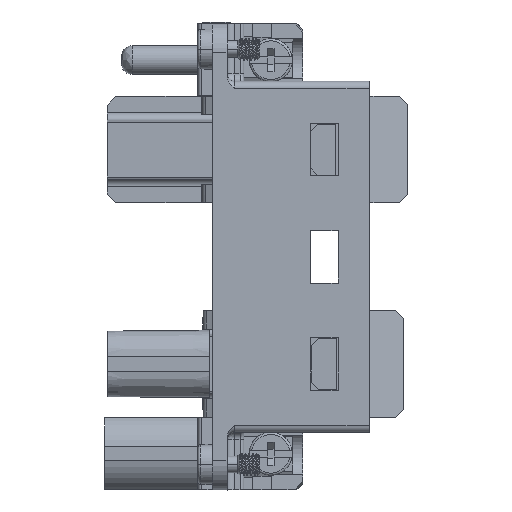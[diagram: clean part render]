
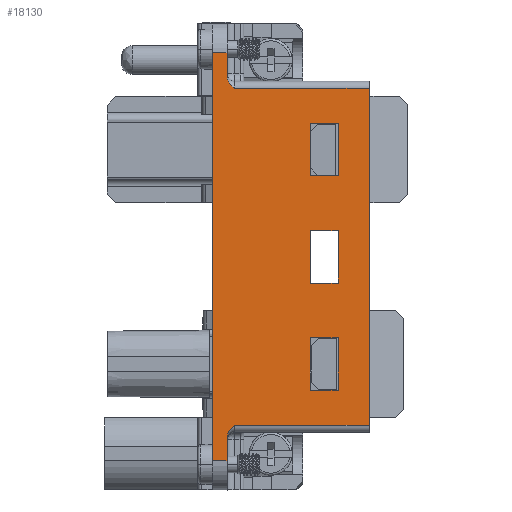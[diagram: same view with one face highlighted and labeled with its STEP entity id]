
A CAD part, left-side view. The second image highlights one B-rep face of the part: STEP entity #18130.
In plain terms, the highlighted face is planar.
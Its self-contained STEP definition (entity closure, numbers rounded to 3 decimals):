
#11321=DIRECTION('',(0.,0.,-1.));
#11322=VECTOR('',#11321,46.2);
#11323=CARTESIAN_POINT('',(14.9,0.,23.1));
#11324=LINE('',#11323,#11322);
#13384=DIRECTION('',(0.,1.,0.));
#13385=VECTOR('',#13384,3.8);
#13386=CARTESIAN_POINT('',(14.9,4.25,-18.3));
#13387=LINE('',#13386,#13385);
#13388=DIRECTION('',(0.,0.,1.));
#13389=VECTOR('',#13388,7.2);
#13390=CARTESIAN_POINT('',(14.9,8.05,-18.3));
#13391=LINE('',#13390,#13389);
#13392=DIRECTION('',(0.,-1.,0.));
#13393=VECTOR('',#13392,3.8);
#13394=CARTESIAN_POINT('',(14.9,8.05,-11.1));
#13395=LINE('',#13394,#13393);
#13396=DIRECTION('',(0.,0.,-1.));
#13397=VECTOR('',#13396,7.2);
#13398=CARTESIAN_POINT('',(14.9,4.25,-11.1));
#13399=LINE('',#13398,#13397);
#13400=DIRECTION('',(0.,0.,-1.));
#13401=VECTOR('',#13400,7.2);
#13402=CARTESIAN_POINT('',(14.9,4.25,18.3));
#13403=LINE('',#13402,#13401);
#13404=DIRECTION('',(0.,1.,0.));
#13405=VECTOR('',#13404,3.8);
#13406=CARTESIAN_POINT('',(14.9,4.25,11.1));
#13407=LINE('',#13406,#13405);
#13408=DIRECTION('',(0.,0.,1.));
#13409=VECTOR('',#13408,7.2);
#13410=CARTESIAN_POINT('',(14.9,8.05,11.1));
#13411=LINE('',#13410,#13409);
#13412=DIRECTION('',(0.,-1.,0.));
#13413=VECTOR('',#13412,3.8);
#13414=CARTESIAN_POINT('',(14.9,8.05,18.3));
#13415=LINE('',#13414,#13413);
#13416=DIRECTION('',(0.,1.,0.));
#13417=VECTOR('',#13416,3.8);
#13418=CARTESIAN_POINT('',(14.9,4.25,-3.6));
#13419=LINE('',#13418,#13417);
#13420=DIRECTION('',(0.,0.,1.));
#13421=VECTOR('',#13420,7.2);
#13422=CARTESIAN_POINT('',(14.9,8.05,-3.6));
#13423=LINE('',#13422,#13421);
#13424=DIRECTION('',(0.,-1.,0.));
#13425=VECTOR('',#13424,3.8);
#13426=CARTESIAN_POINT('',(14.9,8.05,3.6));
#13427=LINE('',#13426,#13425);
#13428=DIRECTION('',(0.,0.,-1.));
#13429=VECTOR('',#13428,7.2);
#13430=CARTESIAN_POINT('',(14.9,4.25,3.6));
#13431=LINE('',#13430,#13429);
#13432=DIRECTION('',(0.,0.,-1.));
#13433=VECTOR('',#13432,56.);
#13434=CARTESIAN_POINT('',(14.9,21.5,28.));
#13435=LINE('',#13434,#13433);
#13436=DIRECTION('',(0.,-1.,0.));
#13437=VECTOR('',#13436,2.);
#13438=CARTESIAN_POINT('',(14.9,21.5,-28.));
#13439=LINE('',#13438,#13437);
#13440=DIRECTION('',(0.,0.,-1.));
#13441=VECTOR('',#13440,3.168);
#13442=CARTESIAN_POINT('',(14.9,19.5,-24.832));
#13443=LINE('',#13442,#13441);
#13444=CARTESIAN_POINT('',(14.9,19.5,-24.832));
#13445=CARTESIAN_POINT('',(14.9,19.5,
-24.727));
#13446=CARTESIAN_POINT('',(14.9,19.476,-24.512));
#13447=CARTESIAN_POINT('',(14.9,19.355,-24.162));
#13448=CARTESIAN_POINT('',(14.9,19.146,-23.808));
#13449=CARTESIAN_POINT('',(14.9,18.854,-23.455));
#13450=CARTESIAN_POINT('',(14.9,18.622,-23.222));
#13451=CARTESIAN_POINT('',(14.9,18.5,-23.1));
#13453=DIRECTION('',(0.,1.,0.));
#13454=VECTOR('',#13453,18.5);
#13455=CARTESIAN_POINT('',(14.9,0.,-23.1));
#13456=LINE('',#13455,#13454);
#13457=DIRECTION('',(0.,-1.,0.));
#13458=VECTOR('',#13457,18.5);
#13459=CARTESIAN_POINT('',(14.9,18.5,23.1));
#13460=LINE('',#13459,#13458);
#13461=CARTESIAN_POINT('',(14.9,18.5,23.1));
#13462=CARTESIAN_POINT('',(14.9,18.622,23.222));
#13463=CARTESIAN_POINT('',(14.9,18.854,23.455));
#13464=CARTESIAN_POINT('',(14.9,19.146,23.808));
#13465=CARTESIAN_POINT('',(14.9,19.355,24.162));
#13466=CARTESIAN_POINT('',(14.9,19.476,24.512));
#13467=CARTESIAN_POINT('',(14.9,19.5,24.727));
#13468=CARTESIAN_POINT('',(14.9,19.5,24.832));
#13470=DIRECTION('',(0.,0.,-1.));
#13471=VECTOR('',#13470,3.168);
#13472=CARTESIAN_POINT('',(14.9,19.5,28.));
#13473=LINE('',#13472,#13471);
#13474=DIRECTION('',(0.,-1.,0.));
#13475=VECTOR('',#13474,2.);
#13476=CARTESIAN_POINT('',(14.9,21.5,28.));
#13477=LINE('',#13476,#13475);
#14405=CARTESIAN_POINT('',(14.9,4.25,-18.3));
#14406=CARTESIAN_POINT('',(14.9,8.05,-18.3));
#14407=VERTEX_POINT('',#14405);
#14408=VERTEX_POINT('',#14406);
#14409=CARTESIAN_POINT('',(14.9,8.05,-11.1));
#14410=VERTEX_POINT('',#14409);
#14411=CARTESIAN_POINT('',(14.9,4.25,-11.1));
#14412=VERTEX_POINT('',#14411);
#14413=CARTESIAN_POINT('',(14.9,4.25,18.3));
#14414=CARTESIAN_POINT('',(14.9,4.25,11.1));
#14415=VERTEX_POINT('',#14413);
#14416=VERTEX_POINT('',#14414);
#14417=CARTESIAN_POINT('',(14.9,8.05,11.1));
#14418=VERTEX_POINT('',#14417);
#14419=CARTESIAN_POINT('',(14.9,8.05,18.3));
#14420=VERTEX_POINT('',#14419);
#14486=CARTESIAN_POINT('',(14.9,19.5,-28.));
#14488=VERTEX_POINT('',#14486);
#14489=CARTESIAN_POINT('',(14.9,21.5,-28.));
#14490=VERTEX_POINT('',#14489);
#14493=CARTESIAN_POINT('',(14.9,19.5,28.));
#14495=VERTEX_POINT('',#14493);
#14499=CARTESIAN_POINT('',(14.9,21.5,28.));
#14500=VERTEX_POINT('',#14499);
#14569=CARTESIAN_POINT('',(14.9,4.25,-3.6));
#14570=CARTESIAN_POINT('',(14.9,8.05,-3.6));
#14571=VERTEX_POINT('',#14569);
#14572=VERTEX_POINT('',#14570);
#14573=CARTESIAN_POINT('',(14.9,8.05,3.6));
#14574=VERTEX_POINT('',#14573);
#14575=CARTESIAN_POINT('',(14.9,4.25,3.6));
#14576=VERTEX_POINT('',#14575);
#14613=CARTESIAN_POINT('',(14.9,19.5,24.832));
#14614=VERTEX_POINT('',#14613);
#14615=CARTESIAN_POINT('',(14.9,19.5,-24.832));
#14616=VERTEX_POINT('',#14615);
#14617=CARTESIAN_POINT('',(14.9,18.5,23.1));
#14618=VERTEX_POINT('',#14617);
#14619=CARTESIAN_POINT('',(14.9,18.5,-23.1));
#14620=VERTEX_POINT('',#14619);
#14703=CARTESIAN_POINT('',(14.9,0.,-23.1));
#14704=VERTEX_POINT('',#14703);
#14705=CARTESIAN_POINT('',(14.9,0.,23.1));
#14707=VERTEX_POINT('',#14705);
#18081=CARTESIAN_POINT('',(14.9,0.,32.));
#18082=DIRECTION('',(1.,0.,0.));
#18083=DIRECTION('',(0.,0.,-1.));
#18084=AXIS2_PLACEMENT_3D('',#18081,#18082,#18083);
#18085=PLANE('',#18084);
#18086=ORIENTED_EDGE('',*,*,#16536,.T.);
#18088=ORIENTED_EDGE('',*,*,#18087,.T.);
#18089=ORIENTED_EDGE('',*,*,#16700,.F.);
#18090=ORIENTED_EDGE('',*,*,#18061,.T.);
#18091=ORIENTED_EDGE('',*,*,#18076,.F.);
#18092=ORIENTED_EDGE('',*,*,#15325,.F.);
#18094=ORIENTED_EDGE('',*,*,#18093,.F.);
#18096=ORIENTED_EDGE('',*,*,#18095,.T.);
#18097=ORIENTED_EDGE('',*,*,#16676,.F.);
#18099=ORIENTED_EDGE('',*,*,#18098,.F.);
#18100=EDGE_LOOP('',(#18086,#18088,#18089,#18090,#18091,#18092,#18094,#18096,
#18097,#18099));
#18101=FACE_OUTER_BOUND('',#18100,.F.);
#18103=ORIENTED_EDGE('',*,*,#18102,.T.);
#18104=ORIENTED_EDGE('',*,*,#15655,.T.);
#18106=ORIENTED_EDGE('',*,*,#18105,.T.);
#18107=ORIENTED_EDGE('',*,*,#15689,.T.);
#18108=EDGE_LOOP('',(#18103,#18104,#18106,#18107));
#18109=FACE_BOUND('',#18108,.F.);
#18111=ORIENTED_EDGE('',*,*,#18110,.T.);
#18113=ORIENTED_EDGE('',*,*,#18112,.T.);
#18115=ORIENTED_EDGE('',*,*,#18114,.T.);
#18117=ORIENTED_EDGE('',*,*,#18116,.T.);
#18118=EDGE_LOOP('',(#18111,#18113,#18115,#18117));
#18119=FACE_BOUND('',#18118,.F.);
#18121=ORIENTED_EDGE('',*,*,#18120,.T.);
#18123=ORIENTED_EDGE('',*,*,#18122,.T.);
#18125=ORIENTED_EDGE('',*,*,#18124,.T.);
#18127=ORIENTED_EDGE('',*,*,#18126,.T.);
#18128=EDGE_LOOP('',(#18121,#18123,#18125,#18127));
#18129=FACE_BOUND('',#18128,.F.);
#18130=ADVANCED_FACE('',(#18101,#18109,#18119,#18129),#18085,.T.);
#13452=B_SPLINE_CURVE_WITH_KNOTS('',3,(#13444,#13445,#13446,#13447,#13448,
#13449,#13450,#13451),.UNSPECIFIED.,.F.,.F.,(4,1,1,1,1,4),(0.,0.2,0.4,
0.6,0.8,1.),.UNSPECIFIED.);
#13469=B_SPLINE_CURVE_WITH_KNOTS('',3,(#13461,#13462,#13463,#13464,#13465,
#13466,#13467,#13468),.UNSPECIFIED.,.F.,.F.,(4,1,1,1,1,4),(0.,0.2,0.4,
0.6,0.8,1.),.UNSPECIFIED.);
#15325=EDGE_CURVE('',#14707,#14704,#11324,.T.);
#15655=EDGE_CURVE('',#14416,#14418,#13407,.T.);
#15689=EDGE_CURVE('',#14420,#14415,#13415,.T.);
#16536=EDGE_CURVE('',#14500,#14490,#13435,.T.);
#16676=EDGE_CURVE('',#14495,#14614,#13473,.T.);
#16700=EDGE_CURVE('',#14616,#14488,#13443,.T.);
#18061=EDGE_CURVE('',#14616,#14620,#13452,.T.);
#18076=EDGE_CURVE('',#14704,#14620,#13456,.T.);
#18087=EDGE_CURVE('',#14490,#14488,#13439,.T.);
#18093=EDGE_CURVE('',#14618,#14707,#13460,.T.);
#18095=EDGE_CURVE('',#14618,#14614,#13469,.T.);
#18098=EDGE_CURVE('',#14500,#14495,#13477,.T.);
#18102=EDGE_CURVE('',#14415,#14416,#13403,.T.);
#18105=EDGE_CURVE('',#14418,#14420,#13411,.T.);
#18110=EDGE_CURVE('',#14571,#14572,#13419,.T.);
#18112=EDGE_CURVE('',#14572,#14574,#13423,.T.);
#18114=EDGE_CURVE('',#14574,#14576,#13427,.T.);
#18116=EDGE_CURVE('',#14576,#14571,#13431,.T.);
#18120=EDGE_CURVE('',#14407,#14408,#13387,.T.);
#18122=EDGE_CURVE('',#14408,#14410,#13391,.T.);
#18124=EDGE_CURVE('',#14410,#14412,#13395,.T.);
#18126=EDGE_CURVE('',#14412,#14407,#13399,.T.);
